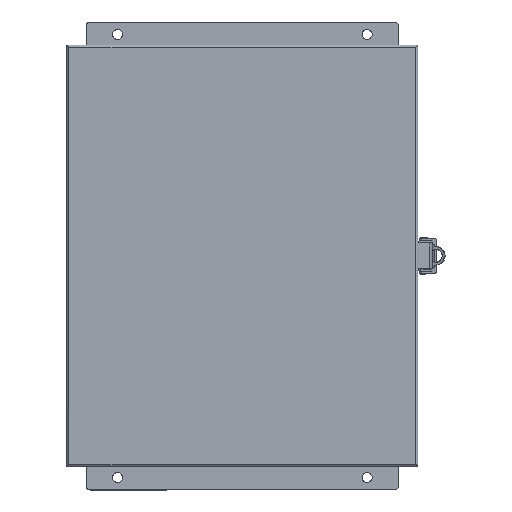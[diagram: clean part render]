
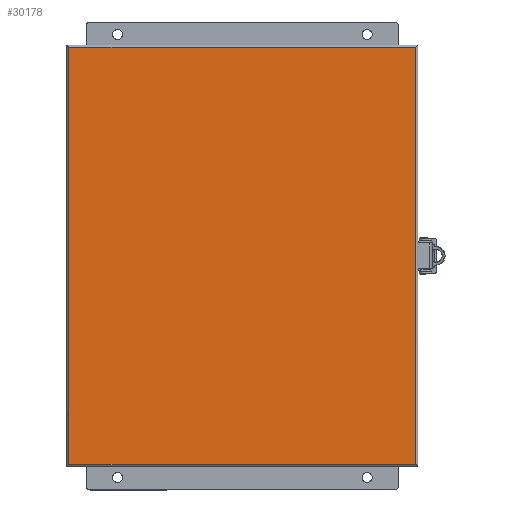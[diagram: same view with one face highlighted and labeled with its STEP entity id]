
A CAD part, top view. The second image highlights one B-rep face of the part: STEP entity #30178.
In plain terms, the highlighted planar face has unit normal (0, 0, 1).
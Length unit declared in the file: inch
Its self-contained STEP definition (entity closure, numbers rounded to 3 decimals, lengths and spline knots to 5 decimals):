
#673 = CARTESIAN_POINT ( 'NONE',  ( 5.56, -6.685, 0. ) ) ;
#854 = LINE ( 'NONE', #27888, #28668 ) ;
#2158 = DIRECTION ( 'NONE',  ( 0., 0., 1. ) ) ;
#2392 = EDGE_CURVE ( 'NONE', #38396, #18285, #16599, .T. ) ;
#5174 = VERTEX_POINT ( 'NONE', #21697 ) ;
#7402 = CARTESIAN_POINT ( 'NONE',  ( -5.56, 6.685, 0. ) ) ;
#7726 = VECTOR ( 'NONE', #16420, 39.37008 ) ;
#8052 = LINE ( 'NONE', #29458, #30794 ) ;
#9243 = FACE_OUTER_BOUND ( 'NONE', #17585, .T. ) ;
#10773 = DIRECTION ( 'NONE',  ( -1., 0., 0. ) ) ;
#10782 = VECTOR ( 'NONE', #13342, 39.37008 ) ;
#13342 = DIRECTION ( 'NONE',  ( 0., -1., 0. ) ) ;
#15035 = CARTESIAN_POINT ( 'NONE',  ( 5.56, 6.685, 0. ) ) ;
#16420 = DIRECTION ( 'NONE',  ( 1., 0., 0. ) ) ;
#16599 = LINE ( 'NONE', #31444, #7726 ) ;
#16649 = ORIENTED_EDGE ( 'NONE', *, *, #18461, .F. ) ;
#17585 = EDGE_LOOP ( 'NONE', ( #18712, #16649, #25935, #27065 ) ) ;
#18285 = VERTEX_POINT ( 'NONE', #15035 ) ;
#18461 = EDGE_CURVE ( 'NONE', #18285, #25045, #27485, .T. ) ;
#18712 = ORIENTED_EDGE ( 'NONE', *, *, #37584, .F. ) ;
#20148 = DIRECTION ( 'NONE',  ( 1., 0., 0. ) ) ;
#21697 = CARTESIAN_POINT ( 'NONE',  ( -5.56, -6.685, 0. ) ) ;
#23949 = AXIS2_PLACEMENT_3D ( 'NONE', #25866, #2158, #20148 ) ;
#25045 = VERTEX_POINT ( 'NONE', #30302 ) ;
#25866 = CARTESIAN_POINT ( 'NONE',  ( 0., 0., 0. ) ) ;
#25935 = ORIENTED_EDGE ( 'NONE', *, *, #2392, .F. ) ;
#27065 = ORIENTED_EDGE ( 'NONE', *, *, #34295, .F. ) ;
#27485 = LINE ( 'NONE', #673, #10782 ) ;
#27888 = CARTESIAN_POINT ( 'NONE',  ( -5.625, -6.685, 0. ) ) ;
#28668 = VECTOR ( 'NONE', #10773, 39.37008 ) ;
#29458 = CARTESIAN_POINT ( 'NONE',  ( -5.56, 6.685, 0. ) ) ;
#30178 = ADVANCED_FACE ( 'NONE', ( #9243 ), #37946, .T. ) ;
#30302 = CARTESIAN_POINT ( 'NONE',  ( 5.56, -6.685, 0. ) ) ;
#30794 = VECTOR ( 'NONE', #32421, 39.37008 ) ;
#31444 = CARTESIAN_POINT ( 'NONE',  ( 5.625, 6.685, 0. ) ) ;
#32421 = DIRECTION ( 'NONE',  ( 0., 1., 0. ) ) ;
#34295 = EDGE_CURVE ( 'NONE', #5174, #38396, #8052, .T. ) ;
#37584 = EDGE_CURVE ( 'NONE', #25045, #5174, #854, .T. ) ;
#37946 = PLANE ( 'NONE',  #23949 ) ;
#38396 = VERTEX_POINT ( 'NONE', #7402 ) ;
